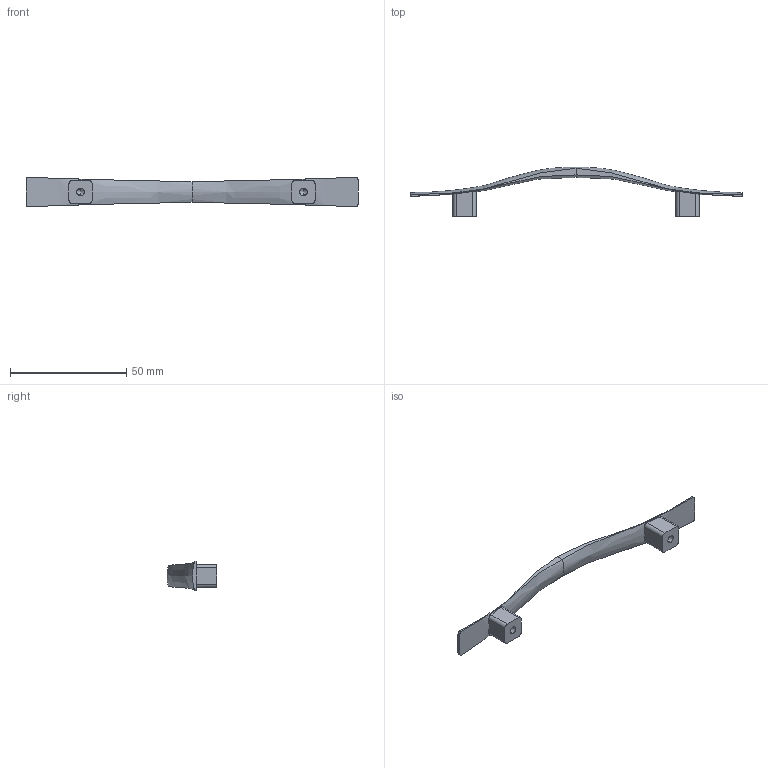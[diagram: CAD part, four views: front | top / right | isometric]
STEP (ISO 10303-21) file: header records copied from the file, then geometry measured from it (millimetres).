
FILE_DESCRIPTION (( 'STEP AP214' ), '1' );
FILE_NAME ('F002380,F002381_3D.step', '2022-07-07T08:08:58', ( '' ), ( '' ), 'SwSTEP 2.0', 'SolidWorks 2020', '' );
FILE_SCHEMA (( 'AUTOMOTIVE_DESIGN' ));
Length unit declared in the file: millimetre
Products named in the file (1): F002380,F002381_3D
Bounding box: 143 x 21.44 x 12.63 mm (x, y, z)
Volume: 5078 mm3; surface area: 4382.9 mm2
Topology: 1 solids, 1 shells, 40 faces, 100 edges, 62 vertices
Faces by surface type: cylinder 12, bspline 12, plane 12, cone 4
Entity records: 2548 total; most frequent: CARTESIAN_POINT 1635, ORIENTED_EDGE 192, DIRECTION 136, EDGE_CURVE 96, VERTEX_POINT 62, AXIS2_PLACEMENT_3D 51, EDGE_LOOP 44, FACE_OUTER_BOUND 40
